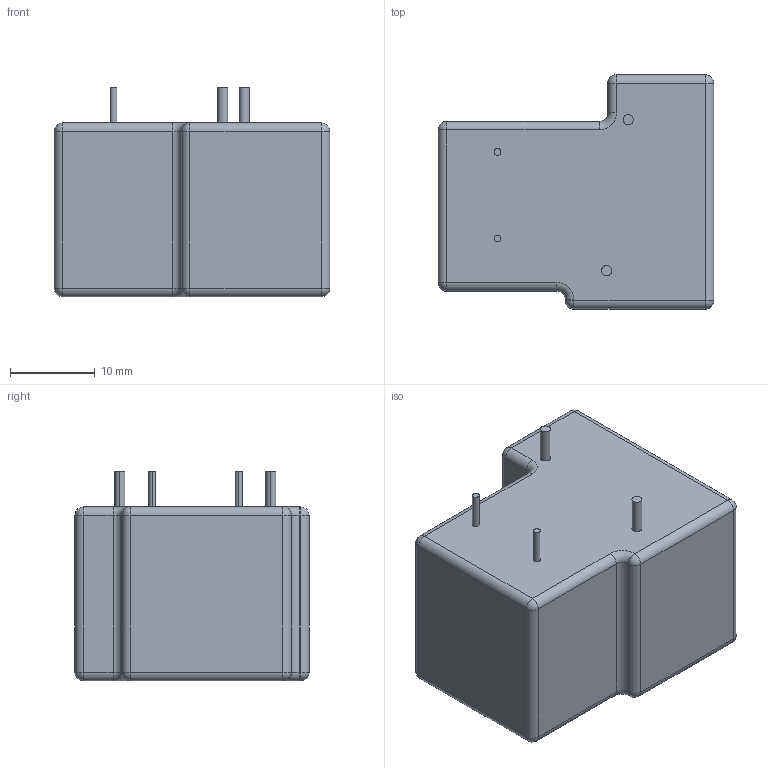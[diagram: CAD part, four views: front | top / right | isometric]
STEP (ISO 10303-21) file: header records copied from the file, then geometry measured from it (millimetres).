
FILE_DESCRIPTION (( 'STEP AP214' ), '1' );
FILE_NAME ('RELPOL-R40N.STEP', '2023-07-19T17:10:36', ( '' ), ( '' ), 'SwSTEP 2.0', 'SolidWorks 2022', '' );
FILE_SCHEMA (( 'AUTOMOTIVE_DESIGN' ));
Length unit declared in the file: millimetre
Products named in the file (1): RELPOL-R40N
Bounding box: 32.5 x 27.6 x 24.7 mm (x, y, z)
Volume: 15434.4 mm3; surface area: 3854.6 mm2
Topology: 1 solids, 1 shells, 62 faces, 136 edges, 68 vertices
Faces by surface type: cylinder 32, plane 14, sphere 12, torus 4
Entity records: 1618 total; most frequent: DIRECTION 318, CARTESIAN_POINT 255, ORIENTED_EDGE 248, AXIS2_PLACEMENT_3D 131, EDGE_CURVE 124, VERTEX_POINT 68, CIRCLE 68, EDGE_LOOP 66
